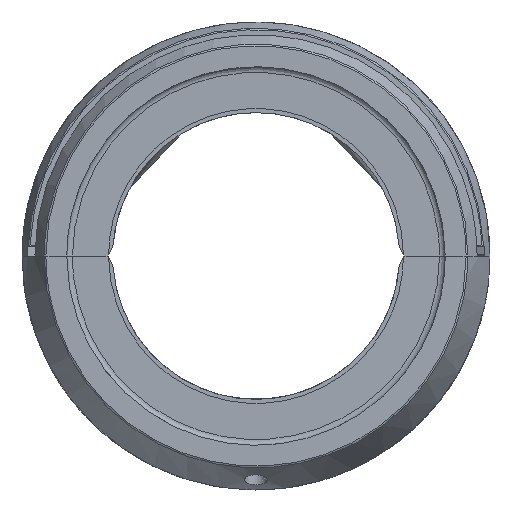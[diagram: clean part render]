
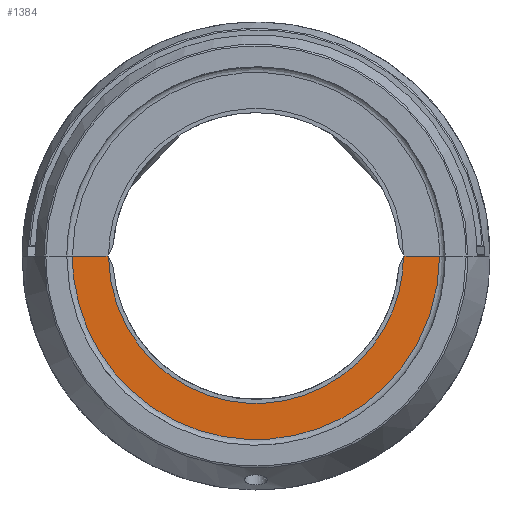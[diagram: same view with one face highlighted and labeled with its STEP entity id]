
A CAD part, front view. The second image highlights one B-rep face of the part: STEP entity #1384.
In plain terms, the highlighted free-form (B-spline) face has degree [1, 1] with [2, 2] control points.
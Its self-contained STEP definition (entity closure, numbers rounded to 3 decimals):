
#490 = VERTEX_POINT('',#491);
#491 = CARTESIAN_POINT('',(164.236,-246.991,
    0.));
#496 = EDGE_CURVE('',#490,#497,#499,.T.);
#497 = VERTEX_POINT('',#498);
#498 = CARTESIAN_POINT('',(203.704,-246.991,
    0.));
#499 = B_SPLINE_CURVE_WITH_KNOTS('',1,(#500,#501),.UNSPECIFIED.,.F.,.F.,
  (2,2),(-6.5,24.5),.PIECEWISE_BEZIER_KNOTS.);
#500 = CARTESIAN_POINT('',(164.236,-246.991,
    0.));
#501 = CARTESIAN_POINT('',(203.704,-246.991,
    0.));
#1133 = VERTEX_POINT('',#1134);
#1134 = CARTESIAN_POINT('',(163.594,-246.991,
    -1.336));
#1139 = EDGE_CURVE('',#490,#1133,#1140,.T.);
#1140 = B_SPLINE_CURVE_WITH_KNOTS('',1,(#1141,#1142),.UNSPECIFIED.,.F.,
  .F.,(2,2),(-68.657,-67.492),.PIECEWISE_BEZIER_KNOTS.);
#1141 = CARTESIAN_POINT('',(164.236,-246.991,
    0.));
#1142 = CARTESIAN_POINT('',(163.594,-246.991,
    -1.336));
#1177 = VERTEX_POINT('',#1178);
#1178 = CARTESIAN_POINT('',(-164.236,-246.991,
    0.));
#1183 = EDGE_CURVE('',#1184,#1177,#1186,.T.);
#1184 = VERTEX_POINT('',#1185);
#1185 = CARTESIAN_POINT('',(-163.594,-246.991,
    -1.336));
#1186 = B_SPLINE_CURVE_WITH_KNOTS('',1,(#1187,#1188),.UNSPECIFIED.,.F.,
  .F.,(2,2),(-8.96,-7.796),.PIECEWISE_BEZIER_KNOTS.);
#1187 = CARTESIAN_POINT('',(-163.594,-246.991,
    -1.336));
#1188 = CARTESIAN_POINT('',(-164.236,-246.991,
    0.));
#1274 = EDGE_CURVE('',#497,#1275,#1277,.T.);
#1275 = VERTEX_POINT('',#1276);
#1276 = CARTESIAN_POINT('',(-203.704,-246.991,0.));
#1277 = ( BOUNDED_CURVE() B_SPLINE_CURVE(2,(#1278,#1279,#1280,#1281,
#1282),.UNSPECIFIED.,.F.,.F.) B_SPLINE_CURVE_WITH_KNOTS((3,2,3),(
    4.712,6.283,7.854),
.PIECEWISE_BEZIER_KNOTS.) CURVE() GEOMETRIC_REPRESENTATION_ITEM() 
RATIONAL_B_SPLINE_CURVE((1.,0.707,1.,0.707,1.)) 
REPRESENTATION_ITEM('') );
#1278 = CARTESIAN_POINT('',(203.704,-246.991,
    0.));
#1279 = CARTESIAN_POINT('',(203.704,-246.991,
    -203.704));
#1280 = CARTESIAN_POINT('',(0.,-246.991,
    -203.704));
#1281 = CARTESIAN_POINT('',(-203.704,-246.991,
    -203.704));
#1282 = CARTESIAN_POINT('',(-203.704,-246.991,
    0.));
#1384 = ADVANCED_FACE('',(#1385),#1404,.F.);
#1385 = FACE_BOUND('',#1386,.T.);
#1386 = EDGE_LOOP('',(#1387,#1388,#1396,#1397,#1402,#1403));
#1387 = ORIENTED_EDGE('',*,*,#1139,.T.);
#1388 = ORIENTED_EDGE('',*,*,#1389,.F.);
#1389 = EDGE_CURVE('',#1184,#1133,#1390,.T.);
#1390 = ( BOUNDED_CURVE() B_SPLINE_CURVE(2,(#1391,#1392,#1393,#1394,
#1395),.UNSPECIFIED.,.F.,.F.) B_SPLINE_CURVE_WITH_KNOTS((3,2,3),(
    0.008,1.571,3.133),
.PIECEWISE_BEZIER_KNOTS.) CURVE() GEOMETRIC_REPRESENTATION_ITEM() 
RATIONAL_B_SPLINE_CURVE((1.,0.71,1.,0.71,1.)) 
REPRESENTATION_ITEM('') );
#1391 = CARTESIAN_POINT('',(-163.594,-246.991,
    -1.336));
#1392 = CARTESIAN_POINT('',(-162.269,-246.991,
    -163.6));
#1393 = CARTESIAN_POINT('',(0.,-246.991,
    -163.6));
#1394 = CARTESIAN_POINT('',(162.269,-246.991,
    -163.6));
#1395 = CARTESIAN_POINT('',(163.594,-246.991,
    -1.336));
#1396 = ORIENTED_EDGE('',*,*,#1183,.T.);
#1397 = ORIENTED_EDGE('',*,*,#1398,.F.);
#1398 = EDGE_CURVE('',#1275,#1177,#1399,.T.);
#1399 = B_SPLINE_CURVE_WITH_KNOTS('',1,(#1400,#1401),.UNSPECIFIED.,.F.,
  .F.,(2,2),(-24.5,6.5),.PIECEWISE_BEZIER_KNOTS.);
#1400 = CARTESIAN_POINT('',(-203.704,-246.991,0.));
#1401 = CARTESIAN_POINT('',(-164.236,-246.991,0.));
#1402 = ORIENTED_EDGE('',*,*,#1274,.F.);
#1403 = ORIENTED_EDGE('',*,*,#496,.F.);
#1404 = B_SPLINE_SURFACE_WITH_KNOTS('',1,1,(
    (#1405,#1406)
    ,(#1407,#1408
    )),.UNSPECIFIED.,.F.,.F.,.F.,(2,2),(2,2),(0.,160.),(
    -325.,-5.),.PIECEWISE_BEZIER_KNOTS.);
#1405 = CARTESIAN_POINT('',(203.704,-246.991,
    0.));
#1406 = CARTESIAN_POINT('',(-203.704,-246.991,
    0.));
#1407 = CARTESIAN_POINT('',(203.704,-246.991,
    -203.704));
#1408 = CARTESIAN_POINT('',(-203.704,-246.991,
    -203.704));
